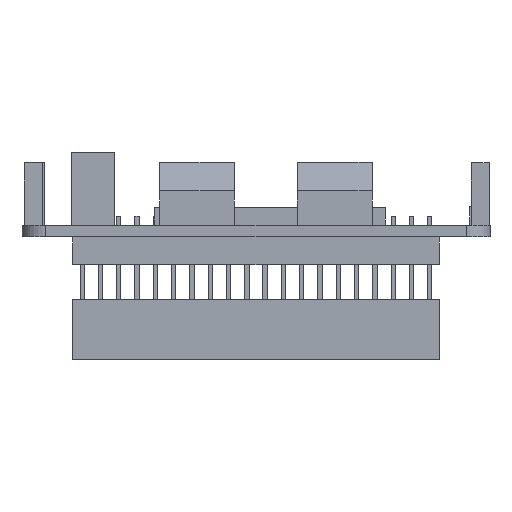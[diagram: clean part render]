
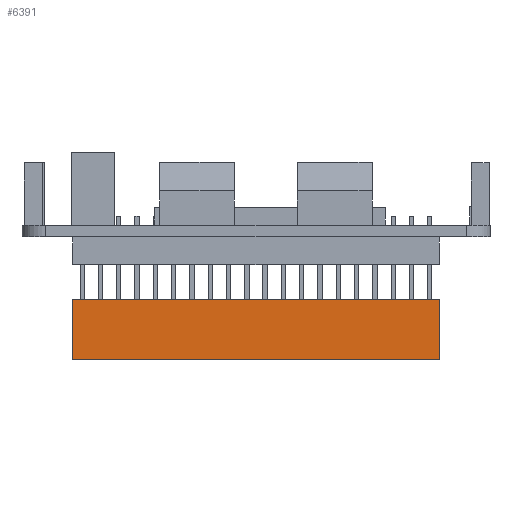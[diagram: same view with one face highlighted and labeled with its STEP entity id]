
A CAD part, front view. The second image highlights one B-rep face of the part: STEP entity #6391.
In plain terms, the highlighted face is planar.
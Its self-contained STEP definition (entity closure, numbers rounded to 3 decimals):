
#3181=DIRECTION('',(1.,0.,0.));
#3182=VECTOR('',#3181,51.2);
#3183=CARTESIAN_POINT('',(-25.6,2.5,0.));
#3184=LINE('',#3183,#3182);
#3213=DIRECTION('',(0.,0.,1.));
#3214=VECTOR('',#3213,8.4);
#3215=CARTESIAN_POINT('',(-25.6,2.5,-8.4));
#3216=LINE('',#3215,#3214);
#3233=DIRECTION('',(0.,0.,-1.));
#3234=VECTOR('',#3233,8.4);
#3235=CARTESIAN_POINT('',(25.6,2.5,0.));
#3236=LINE('',#3235,#3234);
#3905=DIRECTION('',(-1.,0.,0.));
#3906=VECTOR('',#3905,51.2);
#3907=CARTESIAN_POINT('',(25.6,2.5,-8.4));
#3908=LINE('',#3907,#3906);
#5194=CARTESIAN_POINT('',(-25.6,2.5,0.));
#5196=VERTEX_POINT('',#5194);
#5197=CARTESIAN_POINT('',(25.6,2.5,0.));
#5198=VERTEX_POINT('',#5197);
#5201=CARTESIAN_POINT('',(25.6,2.5,-8.4));
#5203=VERTEX_POINT('',#5201);
#5209=CARTESIAN_POINT('',(-25.6,2.5,-8.4));
#5211=VERTEX_POINT('',#5209);
#6380=CARTESIAN_POINT('',(-25.6,2.5,0.));
#6381=DIRECTION('',(0.,1.,0.));
#6382=DIRECTION('',(1.,0.,0.));
#6383=AXIS2_PLACEMENT_3D('',#6380,#6381,#6382);
#6384=PLANE('',#6383);
#6385=ORIENTED_EDGE('',*,*,#5898,.F.);
#6386=ORIENTED_EDGE('',*,*,#6373,.F.);
#6387=ORIENTED_EDGE('',*,*,#5931,.F.);
#6388=ORIENTED_EDGE('',*,*,#5872,.F.);
#6389=EDGE_LOOP('',(#6385,#6386,#6387,#6388));
#6390=FACE_OUTER_BOUND('',#6389,.F.);
#6391=ADVANCED_FACE('',(#6390),#6384,.T.);
#5872=EDGE_CURVE('',#5196,#5198,#3184,.T.);
#5898=EDGE_CURVE('',#5211,#5196,#3216,.T.);
#5931=EDGE_CURVE('',#5198,#5203,#3236,.T.);
#6373=EDGE_CURVE('',#5203,#5211,#3908,.T.);
